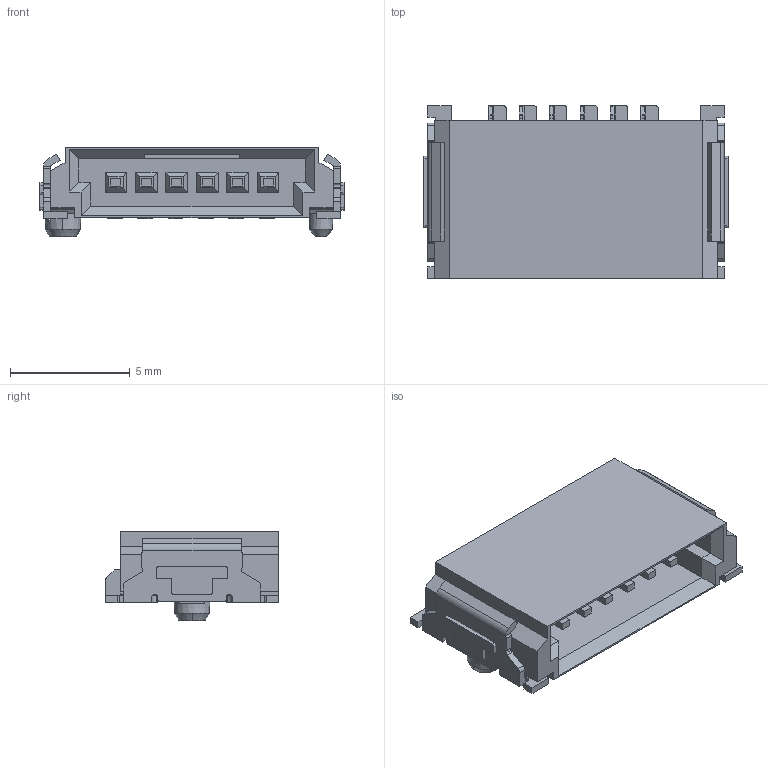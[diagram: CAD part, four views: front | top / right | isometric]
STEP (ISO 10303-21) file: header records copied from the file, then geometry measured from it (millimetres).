
FILE_DESCRIPTION((''),'2;1');
FILE_NAME('ERNI_214013.stp','2012-02-06T18:02:04',(''),(''),'Mechanical Desktop 2011','Mechanical Desktop 2011',', , ');
FILE_SCHEMA(('AUTOMOTIVE_DESIGN { 1 2 10303 214 1 1 1 1 }'));
Length unit declared in the file: millimetre
Products named in the file (1): Product
Bounding box: 12.7 x 7.2 x 3.73 mm (x, y, z)
Volume: 164.4 mm3; surface area: 544 mm2
Topology: 32 solids, 32 shells, 477 faces, 1211 edges, 800 vertices
Faces by surface type: plane 252, bspline 122, cylinder 95, cone 8
Entity records: 14858 total; most frequent: CARTESIAN_POINT 3448, ORIENTED_EDGE 2422, DIRECTION 2188, EDGE_CURVE 1211, VECTOR 912, LINE 912, VERTEX_POINT 800, AXIS2_PLACEMENT_3D 638
